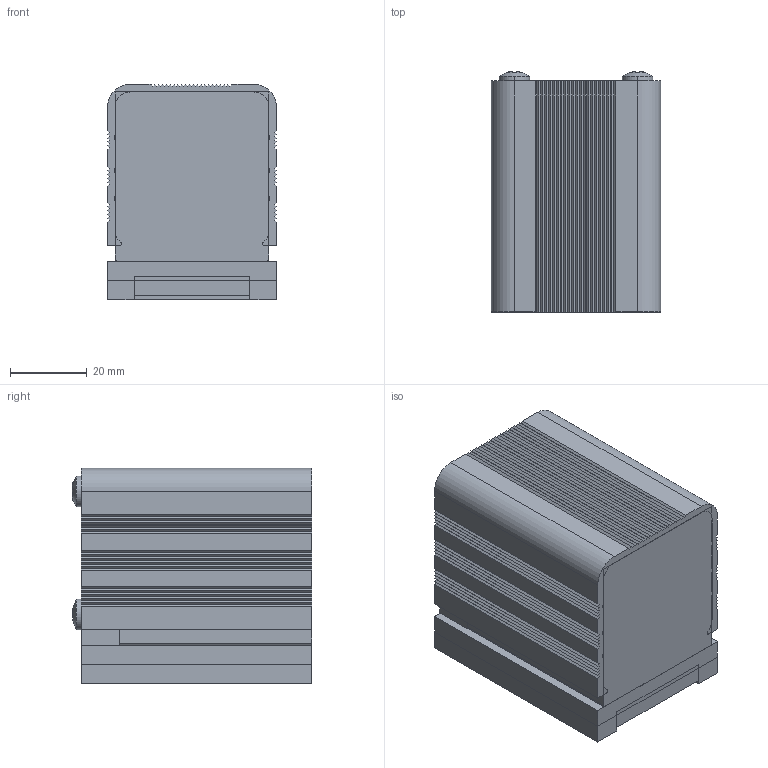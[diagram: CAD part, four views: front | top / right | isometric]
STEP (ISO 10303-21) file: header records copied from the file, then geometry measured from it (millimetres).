
FILE_DESCRIPTION (( 'STEP AP214' ), '1' );
FILE_NAME ('錨璃67.STEP', '2018-12-01T03:28:27', ( '' ), ( '' ), 'SwSTEP 2.0', 'SolidWorks 2016', '' );
FILE_SCHEMA (( 'AUTOMOTIVE_DESIGN' ));
Length unit declared in the file: millimetre
Products named in the file (1): 錨璃67
Bounding box: 44 x 62.37 x 56 mm (x, y, z)
Volume: 139464.3 mm3; surface area: 53476.8 mm2
Topology: 15 solids, 15 shells, 402 faces, 1072 edges, 700 vertices
Faces by surface type: plane 232, cylinder 133, bspline 29, cone 8
Entity records: 14520 total; most frequent: CARTESIAN_POINT 4317, ORIENTED_EDGE 2118, DIRECTION 1931, EDGE_CURVE 1059, VERTEX_POINT 698, LINE 681, VECTOR 681, AXIS2_PLACEMENT_3D 625
